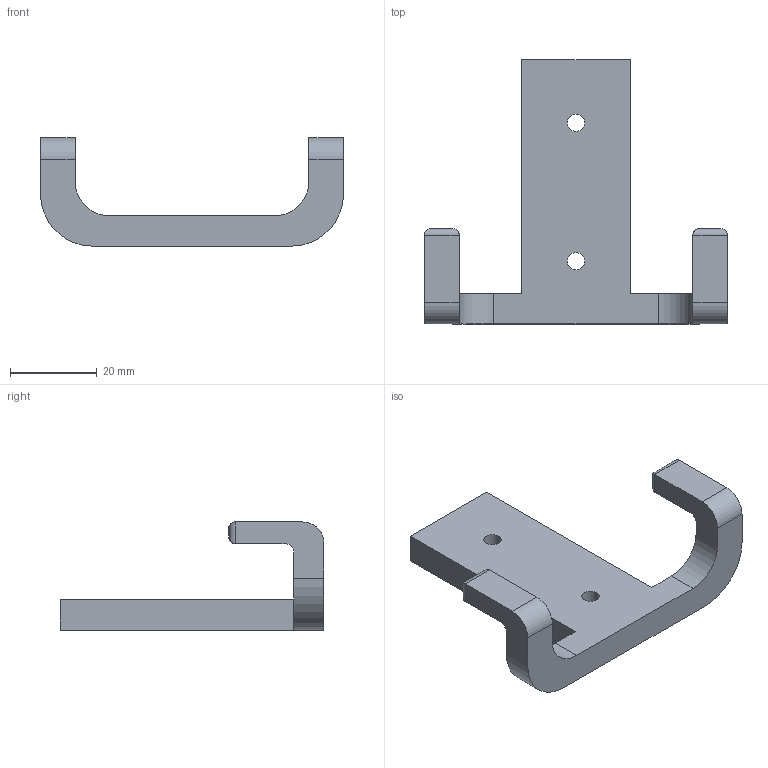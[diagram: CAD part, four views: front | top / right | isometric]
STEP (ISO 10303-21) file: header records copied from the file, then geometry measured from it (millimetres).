
FILE_DESCRIPTION (( 'STEP AP214' ), '1' );
FILE_NAME ('F003264,F003265_3D.step', '2022-08-15T13:06:23', ( '' ), ( '' ), 'SwSTEP 2.0', 'SolidWorks 2020', '' );
FILE_SCHEMA (( 'AUTOMOTIVE_DESIGN' ));
Length unit declared in the file: millimetre
Products named in the file (1): F003264,F003265_3D
Bounding box: 70 x 61 x 25 mm (x, y, z)
Volume: 15585.1 mm3; surface area: 7208.7 mm2
Topology: 1 solids, 1 shells, 38 faces, 100 edges, 64 vertices
Faces by surface type: cylinder 20, plane 18
Entity records: 1206 total; most frequent: CARTESIAN_POINT 227, ORIENTED_EDGE 200, DIRECTION 194, EDGE_CURVE 100, LINE 68, VECTOR 68, VERTEX_POINT 64, AXIS2_PLACEMENT_3D 63
